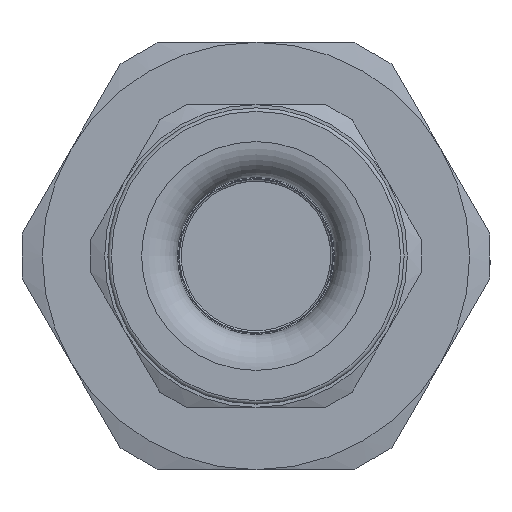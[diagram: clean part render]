
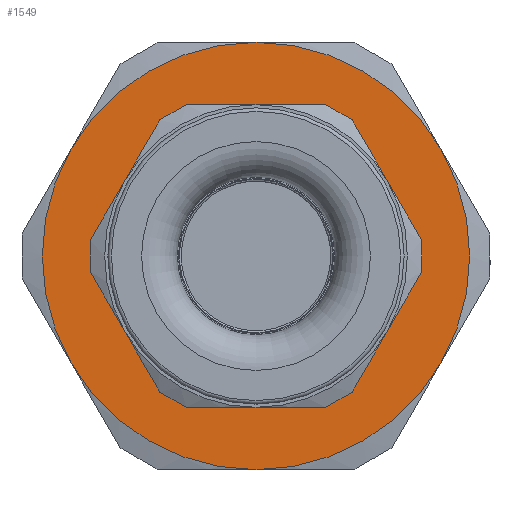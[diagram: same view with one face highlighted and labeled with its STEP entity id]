
A CAD part, left-side view. The second image highlights one B-rep face of the part: STEP entity #1549.
In plain terms, the highlighted planar face has unit normal (-1, 0, 0).
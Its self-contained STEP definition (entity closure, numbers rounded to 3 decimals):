
#218=PLANE('',#1777);
#251=FACE_BOUND('',#494,.T.);
#362=FACE_OUTER_BOUND('',#493,.T.);
#493=EDGE_LOOP('',(#1353,#1354,#1355,#1356,#1357,#1358));
#494=EDGE_LOOP('',(#1359));
#617=CIRCLE('',#1756,12.);
#618=CIRCLE('',#1758,12.);
#619=CIRCLE('',#1760,12.);
#620=CIRCLE('',#1762,12.);
#621=CIRCLE('',#1764,12.);
#627=CIRCLE('',#1776,12.);
#628=CIRCLE('',#1778,8.29);
#762=VERTEX_POINT('',#6367);
#769=VERTEX_POINT('',#6393);
#777=VERTEX_POINT('',#6420);
#783=VERTEX_POINT('',#6446);
#785=VERTEX_POINT('',#6459);
#791=VERTEX_POINT('',#6480);
#797=VERTEX_POINT('',#6532);
#989=EDGE_CURVE('',#777,#783,#617,.T.);
#990=EDGE_CURVE('',#791,#777,#618,.T.);
#991=EDGE_CURVE('',#783,#769,#619,.T.);
#992=EDGE_CURVE('',#785,#791,#620,.T.);
#993=EDGE_CURVE('',#769,#762,#621,.T.);
#999=EDGE_CURVE('',#762,#785,#627,.T.);
#1000=EDGE_CURVE('',#797,#797,#628,.T.);
#1353=ORIENTED_EDGE('',*,*,#990,.F.);
#1354=ORIENTED_EDGE('',*,*,#992,.F.);
#1355=ORIENTED_EDGE('',*,*,#999,.F.);
#1356=ORIENTED_EDGE('',*,*,#993,.F.);
#1357=ORIENTED_EDGE('',*,*,#991,.F.);
#1358=ORIENTED_EDGE('',*,*,#989,.F.);
#1359=ORIENTED_EDGE('',*,*,#1000,.T.);
#1549=ADVANCED_FACE('',(#362,#251),#218,.T.);
#1756=AXIS2_PLACEMENT_3D('',#6510,#2107,#2108);
#1758=AXIS2_PLACEMENT_3D('',#6512,#2111,#2112);
#1760=AXIS2_PLACEMENT_3D('',#6514,#2115,#2116);
#1762=AXIS2_PLACEMENT_3D('',#6516,#2119,#2120);
#1764=AXIS2_PLACEMENT_3D('',#6518,#2123,#2124);
#1776=AXIS2_PLACEMENT_3D('',#6530,#2147,#2148);
#1777=AXIS2_PLACEMENT_3D('',#6531,#2149,#2150);
#1778=AXIS2_PLACEMENT_3D('',#6533,#2151,#2152);
#2107=DIRECTION('center_axis',(1.,0.,0.));
#2108=DIRECTION('ref_axis',(0.,-1.,0.));
#2111=DIRECTION('center_axis',(1.,0.,0.));
#2112=DIRECTION('ref_axis',(0.,-1.,0.));
#2115=DIRECTION('center_axis',(1.,0.,0.));
#2116=DIRECTION('ref_axis',(0.,-1.,0.));
#2119=DIRECTION('center_axis',(1.,0.,0.));
#2120=DIRECTION('ref_axis',(0.,-1.,0.));
#2123=DIRECTION('center_axis',(1.,0.,0.));
#2124=DIRECTION('ref_axis',(0.,-1.,0.));
#2147=DIRECTION('center_axis',(1.,0.,0.));
#2148=DIRECTION('ref_axis',(0.,-1.,0.));
#2149=DIRECTION('center_axis',(-1.,0.,0.));
#2150=DIRECTION('ref_axis',(0.,0.,1.));
#2151=DIRECTION('center_axis',(1.,0.,0.));
#2152=DIRECTION('ref_axis',(0.,0.,-1.));
#6367=CARTESIAN_POINT('',(-20.08,-10.392,-6.));
#6393=CARTESIAN_POINT('',(-20.08,-10.392,6.));
#6420=CARTESIAN_POINT('',(-20.08,10.392,6.));
#6446=CARTESIAN_POINT('',(-20.08,0.,12.));
#6459=CARTESIAN_POINT('',(-20.08,0.,-12.));
#6480=CARTESIAN_POINT('',(-20.08,10.392,-6.));
#6510=CARTESIAN_POINT('Origin',(-20.08,0.,0.));
#6512=CARTESIAN_POINT('Origin',(-20.08,0.,0.));
#6514=CARTESIAN_POINT('Origin',(-20.08,0.,0.));
#6516=CARTESIAN_POINT('Origin',(-20.08,0.,0.));
#6518=CARTESIAN_POINT('Origin',(-20.08,0.,0.));
#6530=CARTESIAN_POINT('Origin',(-20.08,0.,0.));
#6531=CARTESIAN_POINT('Origin',(-20.08,13.2,0.));
#6532=CARTESIAN_POINT('',(-20.08,8.29,0.));
#6533=CARTESIAN_POINT('Origin',(-20.08,0.,0.));
